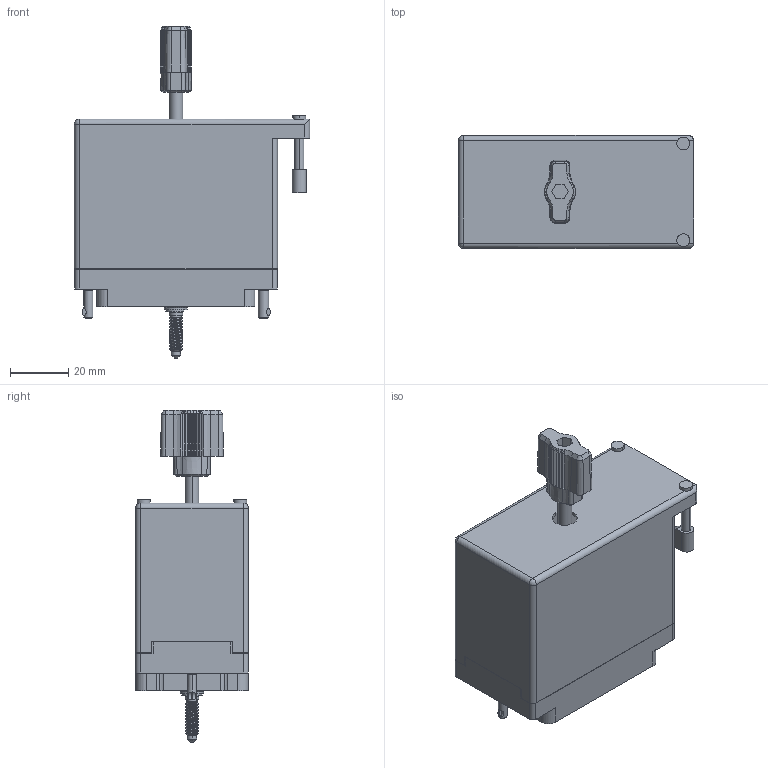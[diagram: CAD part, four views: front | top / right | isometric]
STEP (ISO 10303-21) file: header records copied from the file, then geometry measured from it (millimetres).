
FILE_DESCRIPTION (( 'STEP AP203' ), '1' );
FILE_NAME ('516-120-000-351.STEP', '2020-03-11T01:40:06', ( '' ), ( '' ), 'SwSTEP 2.0', 'SolidWorks 2016', '' );
FILE_SCHEMA (( 'CONFIG_CONTROL_DESIGN' ));
Length unit declared in the file: inch
Products named in the file (13): 516-222-090-102_090; 516-222-090-102_091; 516-120-000-351; 516-252-091-102; Actuating Screw Assy 090-120; 516-230-001_Metal - 120 Side Entry; 516 Plug Insulator_120; 516-251-095-100; 516-253-190-107; 516-254-091-109; 516-250-091-111; 516-253-095-100; Grub Screw
Assembly tree (14 placements, depth 3):
  516-120-000-351
    516 Plug Insulator_120
    516-230-001_Metal - 120 Side Entry
    516-252-091-102  x2
    516-222-090-102_090
    Actuating Screw Assy 090-120
      516-251-095-100
      516-254-091-109
      516-253-095-100  x2
      516-253-190-107
      516-250-091-111
      Grub Screw
    516-222-090-102_091
Bounding box: 81.03 x 38.86 x 114.34 mm (x, y, z)
Volume: 43448.5 mm3; surface area: 59864.7 mm2
Topology: 13 solids, 13 shells, 2920 faces, 8471 edges, 5598 vertices
Faces by surface type: plane 1989, cylinder 782, cone 96, bspline 47, torus 4, sphere 2
Entity records: 109154 total; most frequent: CARTESIAN_POINT 29997, ORIENTED_EDGE 16758, DIRECTION 15775, EDGE_CURVE 8379, VECTOR 5985, LINE 5985, VERTEX_POINT 5538, AXIS2_PLACEMENT_3D 4895
